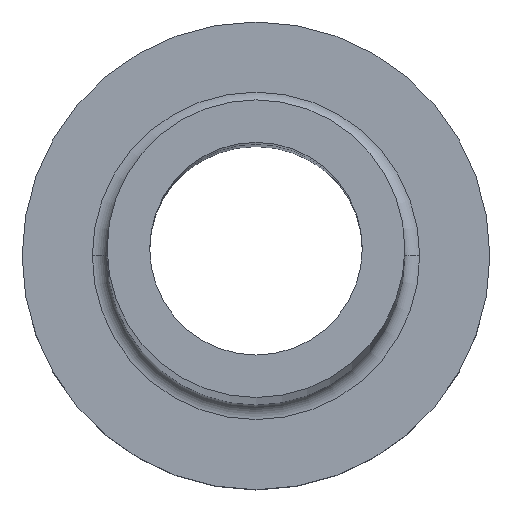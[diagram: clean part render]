
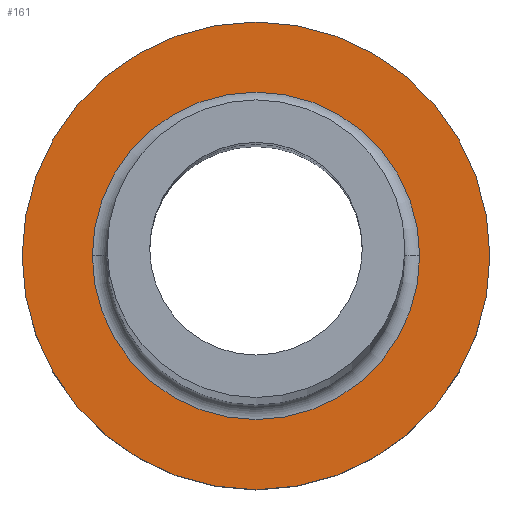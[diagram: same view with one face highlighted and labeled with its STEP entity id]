
A CAD part, top view. The second image highlights one B-rep face of the part: STEP entity #161.
In plain terms, the highlighted planar face has unit normal (0, 0, 1).
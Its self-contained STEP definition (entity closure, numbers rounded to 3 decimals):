
#1 = DIRECTION ( 'NONE',  ( 1., 0., 0. ) ) ;
#13 = EDGE_LOOP ( 'NONE', ( #38, #441 ) ) ;
#15 = CARTESIAN_POINT ( 'NONE',  ( 0., 0., 7. ) ) ;
#18 = FACE_OUTER_BOUND ( 'NONE', #13, .T. ) ;
#35 = DIRECTION ( 'NONE',  ( 1., 0., 0. ) ) ;
#38 = ORIENTED_EDGE ( 'NONE', *, *, #171, .T. ) ;
#51 = FACE_BOUND ( 'NONE', #368, .T. ) ;
#71 = CARTESIAN_POINT ( 'NONE',  ( 11., 0., 7. ) ) ;
#93 = ORIENTED_EDGE ( 'NONE', *, *, #302, .T. ) ;
#138 = CARTESIAN_POINT ( 'NONE',  ( 7.7, 0., 7. ) ) ;
#140 = CIRCLE ( 'NONE', #459, 7.7 ) ;
#147 = DIRECTION ( 'NONE',  ( 1., 0., 0. ) ) ;
#152 = PLANE ( 'NONE',  #224 ) ;
#161 = ADVANCED_FACE ( 'NONE', ( #51, #18 ), #152, .T. ) ;
#171 = EDGE_CURVE ( 'NONE', #199, #451, #255, .T. ) ;
#184 = EDGE_CURVE ( 'NONE', #451, #199, #448, .T. ) ;
#188 = DIRECTION ( 'NONE',  ( 0., 0., 1. ) ) ;
#199 = VERTEX_POINT ( 'NONE', #311 ) ;
#200 = DIRECTION ( 'NONE',  ( 0., 0., 1. ) ) ;
#224 = AXIS2_PLACEMENT_3D ( 'NONE', #259, #188, #35 ) ;
#226 = VERTEX_POINT ( 'NONE', #138 ) ;
#241 = AXIS2_PLACEMENT_3D ( 'NONE', #344, #279, #1 ) ;
#248 = AXIS2_PLACEMENT_3D ( 'NONE', #280, #427, #461 ) ;
#255 = CIRCLE ( 'NONE', #350, 11. ) ;
#259 = CARTESIAN_POINT ( 'NONE',  ( 0., 0., 7. ) ) ;
#267 = CARTESIAN_POINT ( 'NONE',  ( -7.7, 0., 7. ) ) ;
#270 = CARTESIAN_POINT ( 'NONE',  ( 0., 0., 7. ) ) ;
#279 = DIRECTION ( 'NONE',  ( 0., 0., 1. ) ) ;
#280 = CARTESIAN_POINT ( 'NONE',  ( 0., 0., 7. ) ) ;
#302 = EDGE_CURVE ( 'NONE', #226, #458, #140, .T. ) ;
#311 = CARTESIAN_POINT ( 'NONE',  ( -11., 0., 7. ) ) ;
#317 = EDGE_CURVE ( 'NONE', #458, #226, #398, .T. ) ;
#344 = CARTESIAN_POINT ( 'NONE',  ( 0., 0., 7. ) ) ;
#350 = AXIS2_PLACEMENT_3D ( 'NONE', #270, #200, #383 ) ;
#364 = DIRECTION ( 'NONE',  ( 0., 0., -1. ) ) ;
#368 = EDGE_LOOP ( 'NONE', ( #93, #380 ) ) ;
#380 = ORIENTED_EDGE ( 'NONE', *, *, #317, .T. ) ;
#383 = DIRECTION ( 'NONE',  ( 1., 0., 0. ) ) ;
#398 = CIRCLE ( 'NONE', #248, 7.7 ) ;
#427 = DIRECTION ( 'NONE',  ( 0., 0., -1. ) ) ;
#441 = ORIENTED_EDGE ( 'NONE', *, *, #184, .T. ) ;
#448 = CIRCLE ( 'NONE', #241, 11. ) ;
#451 = VERTEX_POINT ( 'NONE', #71 ) ;
#458 = VERTEX_POINT ( 'NONE', #267 ) ;
#459 = AXIS2_PLACEMENT_3D ( 'NONE', #15, #364, #147 ) ;
#461 = DIRECTION ( 'NONE',  ( 1., 0., 0. ) ) ;
